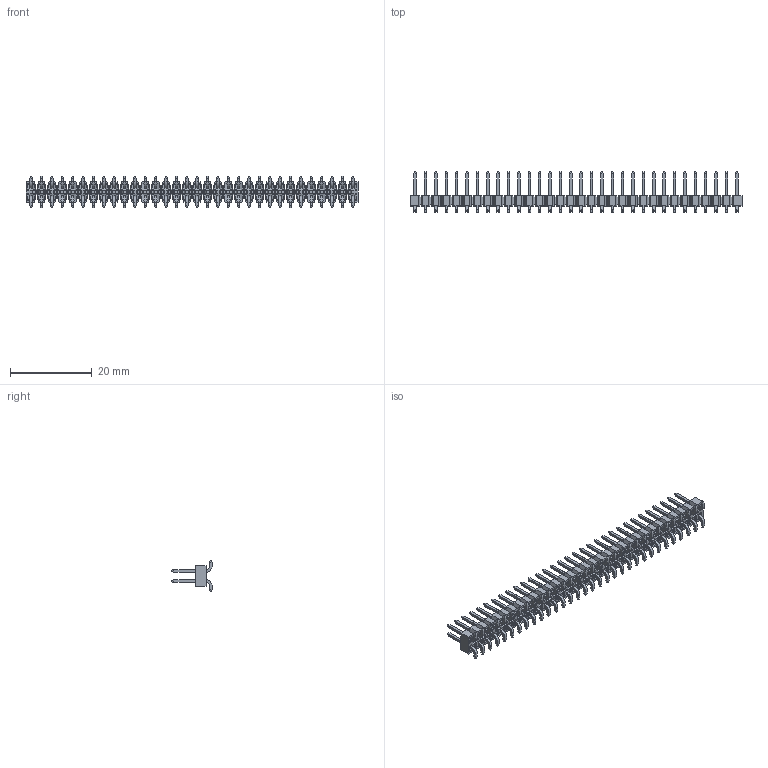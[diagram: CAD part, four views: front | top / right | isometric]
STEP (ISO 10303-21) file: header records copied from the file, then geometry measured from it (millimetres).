
FILE_DESCRIPTION (( 'STEP AP214' ), '1' );
FILE_NAME ('64.STEP', '2020-07-01T05:49:34', ( '' ), ( '' ), 'SwSTEP 2.0', 'SolidWorks 2018', '' );
FILE_SCHEMA (( 'AUTOMOTIVE_DESIGN' ));
Length unit declared in the file: inch
Products named in the file (1): 64
Bounding box: 81.28 x 9.91 x 7.7 mm (x, y, z)
Volume: 1055.7 mm3; surface area: 3976.5 mm2
Topology: 129 solids, 129 shells, 3395 faces, 8201 edges, 5126 vertices
Faces by surface type: plane 3174, cylinder 221
Entity records: 105793 total; most frequent: CARTESIAN_POINT 16723, ORIENTED_EDGE 16402, DIRECTION 15435, EDGE_CURVE 8201, LINE 7759, VECTOR 7759, VERTEX_POINT 5126, AXIS2_PLACEMENT_3D 3838
